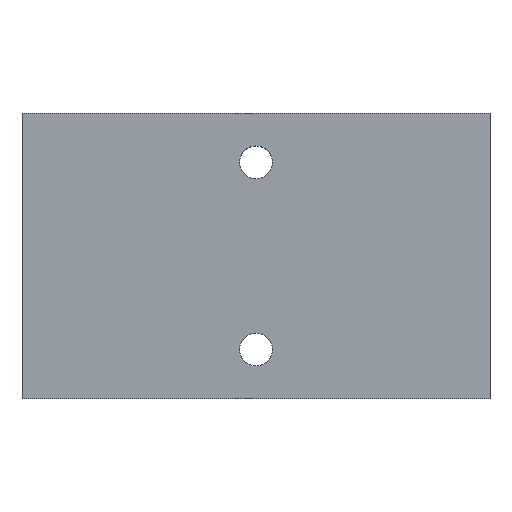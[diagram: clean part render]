
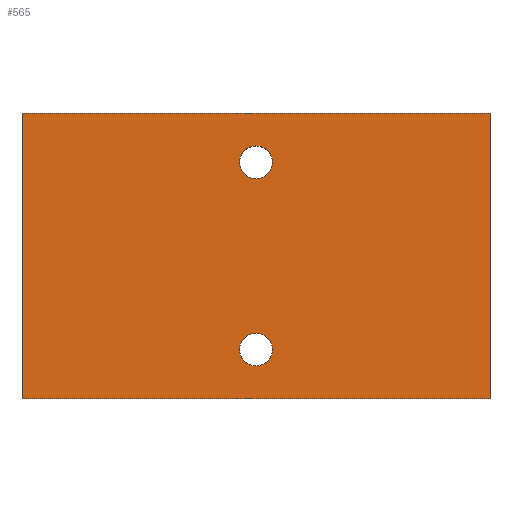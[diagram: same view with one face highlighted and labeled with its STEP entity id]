
A CAD part, top view. The second image highlights one B-rep face of the part: STEP entity #565.
In plain terms, the highlighted planar face has unit normal (0, 0, 1).
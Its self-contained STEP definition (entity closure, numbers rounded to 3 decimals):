
#365=CARTESIAN_POINT('POINT27',(-209.843,
   -24.016,-357.087));
#366=VERTEX_POINT('VERTEX27',#365);
#373=CARTESIAN_POINT('POINT28',(-209.843,
   24.016,-357.087));
#374=VERTEX_POINT('VERTEX28',#373);
#375=CARTESIAN_POINT('POS43',(-209.843,0.,
   -357.087));
#376=DIRECTION('DIR58',(0.,1.,0.));
#377=VECTOR('VEC28',#376,1.);
#378=LINE('STRAIGHT28',#375,#377);
#379=EDGE_CURVE('EDGE38',#366,#374,#378,.T.);
#400=CARTESIAN_POINT('POINT29',(-131.102,
   24.016,-357.087));
#401=VERTEX_POINT('VERTEX29',#400);
#402=CARTESIAN_POINT('POS46',(-170.472,
   24.016,-357.087));
#403=DIRECTION('DIR62',(1.,0.,0.));
#404=VECTOR('VEC30',#403,1.);
#405=LINE('STRAIGHT30',#402,#404);
#406=EDGE_CURVE('EDGE40',#374,#401,#405,.T.);
#431=CARTESIAN_POINT('POINT30',(-131.102,
   -24.016,-357.087));
#432=VERTEX_POINT('VERTEX30',#431);
#433=CARTESIAN_POINT('POS49',(-131.102,0.,
   -357.087));
#434=DIRECTION('DIR66',(0.,-1.,0.));
#435=VECTOR('VEC32',#434,1.);
#436=LINE('STRAIGHT32',#433,#435);
#437=EDGE_CURVE('EDGE42',#401,#432,#436,.T.);
#454=CARTESIAN_POINT('POS52',(-170.472,
   -24.016,-357.087));
#455=DIRECTION('DIR70',(-1.,0.,0.));
#456=VECTOR('VEC34',#455,1.);
#457=LINE('STRAIGHT34',#454,#456);
#458=EDGE_CURVE('EDGE44',#432,#366,#457,.T.);
#470=CARTESIAN_POINT('POINT31',(-167.717,
   -15.748,-357.087));
#471=VERTEX_POINT('VERTEX31',#470);
#479=CARTESIAN_POINT('POINT32',(-173.228,
   -15.748,-357.087));
#480=VERTEX_POINT('VERTEX32',#479);
#487=CARTESIAN_POINT('POS56',(-170.472,
   -15.748,-357.087));
#488=DIRECTION('DIR75',(0.,0.,1.));
#489=DIRECTION('DIR76',(1.,0.,0.));
#490=AXIS2_PLACEMENT_3D('AXIS20',#487,#488,#489);
#491=CIRCLE('ELLIPSE6',#490,2.756);
#492=EDGE_CURVE('EDGE47',#480,#471,#491,.T.);
#503=EDGE_CURVE('EDGE48',#471,#480,#491,.T.);
#535=ORIENTED_EDGE('COEDGE93',*,*,#503,.F.);
#536=ORIENTED_EDGE('COEDGE94',*,*,#492,.F.);
#537=EDGE_LOOP('NONE',(#535,#536));
#538=FACE_BOUND('LOOP1',#537,.T.);
#539=CARTESIAN_POINT('POINT35',(-167.717,
   15.748,-357.087));
#540=VERTEX_POINT('VERTEX35',#539);
#541=CARTESIAN_POINT('POINT36',(-173.228,
   15.748,-357.087));
#542=VERTEX_POINT('VERTEX36',#541);
#543=CARTESIAN_POINT('POS60',(-170.472,
   15.748,-357.087));
#544=DIRECTION('DIR83',(0.,0.,1.));
#545=DIRECTION('DIR84',(1.,0.,0.));
#546=AXIS2_PLACEMENT_3D('AXIS24',#543,#544,#545);
#547=CIRCLE('ELLIPSE8',#546,2.756);
#548=EDGE_CURVE('EDGE51',#540,#542,#547,.T.);
#549=ORIENTED_EDGE('COEDGE95',*,*,#548,.F.);
#550=EDGE_CURVE('EDGE52',#542,#540,#547,.T.);
#551=ORIENTED_EDGE('COEDGE96',*,*,#550,.F.);
#552=EDGE_LOOP('NONE',(#549,#551));
#553=FACE_BOUND('LOOP1',#552,.T.);
#554=ORIENTED_EDGE('COEDGE97',*,*,#458,.F.);
#555=ORIENTED_EDGE('COEDGE98',*,*,#437,.F.);
#556=ORIENTED_EDGE('COEDGE99',*,*,#406,.F.);
#557=ORIENTED_EDGE('COEDGE100',*,*,#379,.F.);
#558=EDGE_LOOP('NONE',(#554,#555,#556,#557));
#559=FACE_BOUND('LOOP1',#558,.T.);
#560=CARTESIAN_POINT('POS61',(-170.472,0.,
   -357.087));
#561=DIRECTION('DIR85',(0.,0.,1.));
#562=DIRECTION('DIR86',(1.,0.,0.));
#563=AXIS2_PLACEMENT_3D('AXIS25',#560,#561,#562);
#564=PLANE('PLANE14',#563);
#565=ADVANCED_FACE('FACE20',(#538,#553,#559),#564,.T.);
